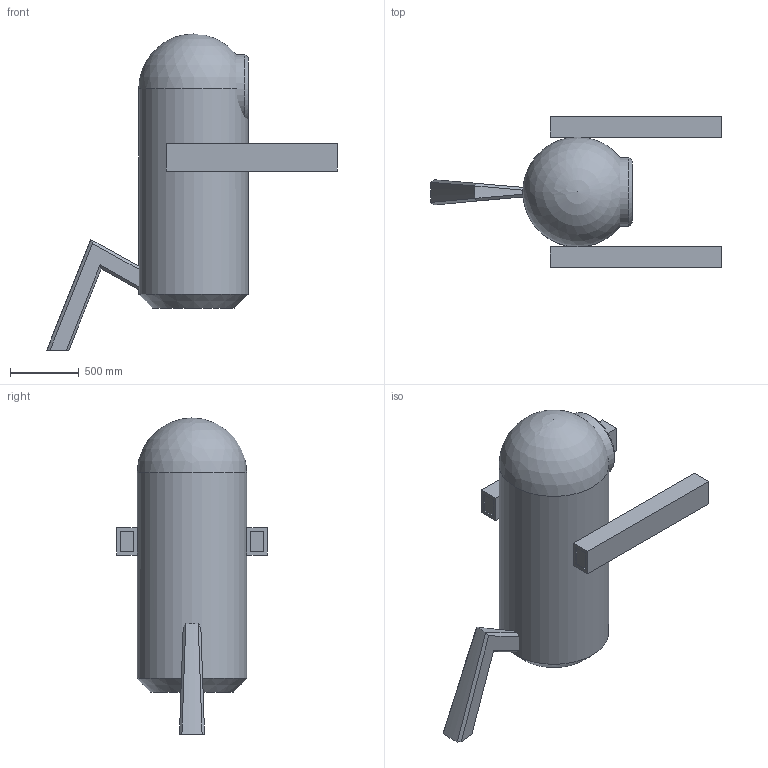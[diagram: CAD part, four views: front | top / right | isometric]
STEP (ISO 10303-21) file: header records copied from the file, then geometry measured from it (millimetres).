
FILE_DESCRIPTION(/* description */ (''),/* implementation_level */ '2;1');
FILE_NAME(/* name */ 'Crewmate #8.step',/* time_stamp */ '2022-09-28T20:53:14-05:00',/* author */ (''),/* organization */ (''),/* preprocessor_version */ 'ST-DEVELOPER v19',/* originating_system */ 'Autodesk Translation Framework v11.7.0.108',/* authorisation */ '');
FILE_SCHEMA (('AUTOMOTIVE_DESIGN { 1 0 10303 214 3 1 1 }'));
Length unit declared in the file: millimetre
Products named in the file (1): #2913
Bounding box: 2121.01 x 1100 x 2305.71 mm (x, y, z)
Volume: 1041739363 mm3; surface area: 8525473.3 mm2
Topology: 10 solids, 10 shells, 93 faces, 178 edges, 120 vertices
Faces by surface type: plane 54, cylinder 23, bspline 8, cone 7, sphere 1
Full cylindrical faces by diameter (mm): 75 x16, 500 x1, 800 x1
Entity records: 2938 total; most frequent: CARTESIAN_POINT 1023, DIRECTION 358, ORIENTED_EDGE 354, EDGE_CURVE 177, AXIS2_PLACEMENT_3D 142, VERTEX_POINT 120, EDGE_LOOP 109, FACE_OUTER_BOUND 93
